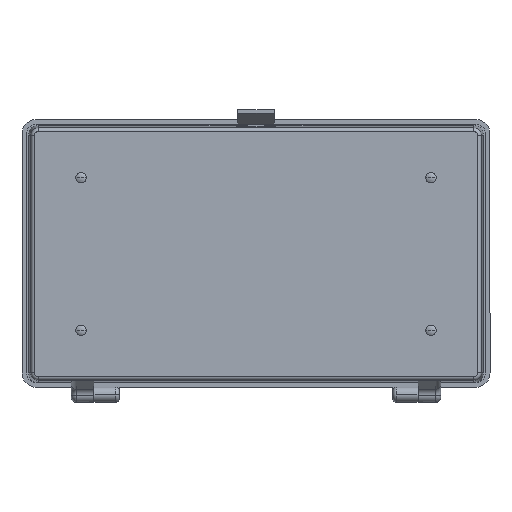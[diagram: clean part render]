
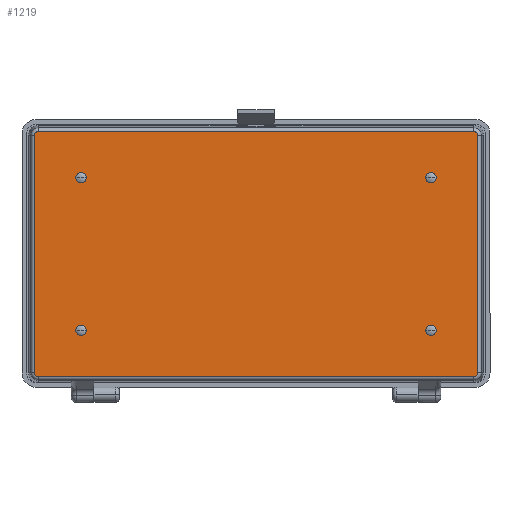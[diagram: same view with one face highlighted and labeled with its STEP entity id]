
A CAD part, front view. The second image highlights one B-rep face of the part: STEP entity #1219.
In plain terms, the highlighted planar face has unit normal (0, -1, 0).
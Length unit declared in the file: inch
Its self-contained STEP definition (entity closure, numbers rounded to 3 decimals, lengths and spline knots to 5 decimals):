
#191 = CARTESIAN_POINT ( 'NONE',  ( 2.43, 0., -1.06 ) ) ;
#192 = DIRECTION ( 'NONE',  ( 0., -1., 0. ) ) ;
#193 = DIRECTION ( 'NONE',  ( 0., 0., -1. ) ) ;
#653 = CARTESIAN_POINT ( 'NONE',  ( 2.43, 0., 1.06 ) ) ;
#654 = DIRECTION ( 'NONE',  ( 0., -1., 0. ) ) ;
#655 = DIRECTION ( 'NONE',  ( 0., 0., -1. ) ) ;
#694 = CARTESIAN_POINT ( 'NONE',  ( -3.025, 0., 1.65 ) ) ;
#695 = DIRECTION ( 'NONE',  ( 0., -1., 0. ) ) ;
#696 = DIRECTION ( 'NONE',  ( 0., 0., -1. ) ) ;
#794 = CARTESIAN_POINT ( 'NONE',  ( 3.025, 0., -1.70172 ) ) ;
#795 = DIRECTION ( 'NONE',  ( 1., 0., 0. ) ) ;
#796 = CARTESIAN_POINT ( 'NONE',  ( -3.025, 0., -1.65 ) ) ;
#797 = DIRECTION ( 'NONE',  ( 0., -1., 0. ) ) ;
#798 = DIRECTION ( 'NONE',  ( 0., 0., -1. ) ) ;
#799 = CARTESIAN_POINT ( 'NONE',  ( -3.07672, 0., -1.65 ) ) ;
#800 = DIRECTION ( 'NONE',  ( 0., 0., -1. ) ) ;
#801 = CARTESIAN_POINT ( 'NONE',  ( 3.025, 0., -1.65 ) ) ;
#802 = DIRECTION ( 'NONE',  ( 0., -1., 0. ) ) ;
#803 = DIRECTION ( 'NONE',  ( 0., 0., -1. ) ) ;
#806 = CARTESIAN_POINT ( 'NONE',  ( -2.43, 0., -1.06 ) ) ;
#807 = DIRECTION ( 'NONE',  ( 0., -1., 0. ) ) ;
#808 = DIRECTION ( 'NONE',  ( 0., 0., -1. ) ) ;
#811 = CARTESIAN_POINT ( 'NONE',  ( -2.43, 0., 1.06 ) ) ;
#812 = DIRECTION ( 'NONE',  ( 0., -1., 0. ) ) ;
#813 = DIRECTION ( 'NONE',  ( 0., 0., -1. ) ) ;
#864 = EDGE_CURVE ( 'NONE', #5464, #5536, #6226, .T. ) ;
#868 = EDGE_CURVE ( 'NONE', #5446, #5442, #6237, .T. ) ;
#870 = EDGE_CURVE ( 'NONE', #5451, #1803, #6271, .T. ) ;
#875 = EDGE_CURVE ( 'NONE', #4318, #1865, #6181, .T. ) ;
#1108 = CARTESIAN_POINT ( 'NONE',  ( -2.43, 0., -1.06 ) ) ;
#1113 = DIRECTION ( 'NONE',  ( 0., 0., -1. ) ) ;
#1114 = DIRECTION ( 'NONE',  ( 0., -1., 0. ) ) ;
#1115 = CARTESIAN_POINT ( 'NONE',  ( 2.43, 0., -1.06 ) ) ;
#1117 = DIRECTION ( 'NONE',  ( 0., -1., 0. ) ) ;
#1137 = DIRECTION ( 'NONE',  ( 0., 0., -1. ) ) ;
#1138 = DIRECTION ( 'NONE',  ( 0., 0., -1. ) ) ;
#1139 = DIRECTION ( 'NONE',  ( 0., -1., 0. ) ) ;
#1140 = CARTESIAN_POINT ( 'NONE',  ( 2.43, 0., 1.06 ) ) ;
#1141 = CARTESIAN_POINT ( 'NONE',  ( -2.43, 0., 1.06 ) ) ;
#1147 = DIRECTION ( 'NONE',  ( 0., 0., -1. ) ) ;
#1148 = DIRECTION ( 'NONE',  ( 0., -1., 0. ) ) ;
#1219 = ADVANCED_FACE ( 'NONE', ( #6096, #6095, #6087, #6102, #6086 ), #1554, .T. ) ;
#1392 = CARTESIAN_POINT ( 'NONE',  ( 2.358, 0., -1.06 ) ) ;
#1406 = CARTESIAN_POINT ( 'NONE',  ( -3.07672, 0., 1.65 ) ) ;
#1415 = CARTESIAN_POINT ( 'NONE',  ( 3.025, 0., -1.70172 ) ) ;
#1425 = CARTESIAN_POINT ( 'NONE',  ( 3.07672, 0., -1.65 ) ) ;
#1432 = CARTESIAN_POINT ( 'NONE',  ( -3.025, 0., 1.70172 ) ) ;
#1436 = CARTESIAN_POINT ( 'NONE',  ( 2.502, 0., -1.06 ) ) ;
#1470 = CARTESIAN_POINT ( 'NONE',  ( 3.025, 0., 1.70172 ) ) ;
#1506 = CARTESIAN_POINT ( 'NONE',  ( 2.502, 0., 1.06 ) ) ;
#1549 = DIRECTION ( 'NONE',  ( 0., 0., -1. ) ) ;
#1552 = CARTESIAN_POINT ( 'NONE',  ( -3.025, 0., -1.65 ) ) ;
#1554 = PLANE ( 'NONE',  #7190 ) ;
#1555 = DIRECTION ( 'NONE',  ( 0., -1., 0. ) ) ;
#1803 = VERTEX_POINT ( 'NONE', #1506 ) ;
#1836 = VERTEX_POINT ( 'NONE', #1470 ) ;
#1865 = VERTEX_POINT ( 'NONE', #1436 ) ;
#1869 = VERTEX_POINT ( 'NONE', #1432 ) ;
#1875 = VERTEX_POINT ( 'NONE', #1425 ) ;
#1885 = VERTEX_POINT ( 'NONE', #1415 ) ;
#2340 = AXIS2_PLACEMENT_3D ( 'NONE', #191, #192, #193 ) ;
#2343 = AXIS2_PLACEMENT_3D ( 'NONE', #653, #654, #655 ) ;
#2354 = AXIS2_PLACEMENT_3D ( 'NONE', #694, #695, #696 ) ;
#2378 = AXIS2_PLACEMENT_3D ( 'NONE', #796, #797, #798 ) ;
#2379 = AXIS2_PLACEMENT_3D ( 'NONE', #801, #802, #803 ) ;
#2380 = AXIS2_PLACEMENT_3D ( 'NONE', #806, #807, #808 ) ;
#2381 = AXIS2_PLACEMENT_3D ( 'NONE', #811, #812, #813 ) ;
#2399 = AXIS2_PLACEMENT_3D ( 'NONE', #5842, #5843, #5844 ) ;
#2896 = CIRCLE ( 'NONE', #2340, 0.072 ) ;
#2915 = CIRCLE ( 'NONE', #2343, 0.072 ) ;
#2936 = CIRCLE ( 'NONE', #2354, 0.05172 ) ;
#2987 = CIRCLE ( 'NONE', #2378, 0.05172 ) ;
#2989 = CIRCLE ( 'NONE', #2379, 0.05172 ) ;
#2991 = LINE ( 'NONE', #794, #2993 ) ;
#2992 = CIRCLE ( 'NONE', #2380, 0.072 ) ;
#2993 = VECTOR ( 'NONE', #795, 39.37008 ) ;
#2994 = LINE ( 'NONE', #799, #2996 ) ;
#2995 = CIRCLE ( 'NONE', #2381, 0.072 ) ;
#2996 = VECTOR ( 'NONE', #800, 39.37008 ) ;
#3093 = LINE ( 'NONE', #5830, #3095 ) ;
#3094 = CIRCLE ( 'NONE', #2399, 0.05172 ) ;
#3095 = VECTOR ( 'NONE', #5831, 39.37008 ) ;
#3096 = LINE ( 'NONE', #5835, #3098 ) ;
#3098 = VECTOR ( 'NONE', #5836, 39.37008 ) ;
#4308 = VERTEX_POINT ( 'NONE', #1406 ) ;
#4318 = VERTEX_POINT ( 'NONE', #1392 ) ;
#5263 = EDGE_CURVE ( 'NONE', #1865, #4318, #2896, .T. ) ;
#5274 = EDGE_CURVE ( 'NONE', #1803, #5451, #2915, .T. ) ;
#5290 = EDGE_CURVE ( 'NONE', #1869, #4308, #2936, .T. ) ;
#5327 = EDGE_CURVE ( 'NONE', #5491, #5523, #2987, .T. ) ;
#5329 = EDGE_CURVE ( 'NONE', #1885, #1875, #2989, .T. ) ;
#5330 = EDGE_CURVE ( 'NONE', #5523, #1885, #2991, .T. ) ;
#5331 = EDGE_CURVE ( 'NONE', #5442, #5446, #2992, .T. ) ;
#5332 = EDGE_CURVE ( 'NONE', #4308, #5491, #2994, .T. ) ;
#5333 = EDGE_CURVE ( 'NONE', #5536, #5464, #2995, .T. ) ;
#5442 = VERTEX_POINT ( 'NONE', #5736 ) ;
#5446 = VERTEX_POINT ( 'NONE', #5740 ) ;
#5451 = VERTEX_POINT ( 'NONE', #5743 ) ;
#5464 = VERTEX_POINT ( 'NONE', #5753 ) ;
#5491 = VERTEX_POINT ( 'NONE', #5768 ) ;
#5518 = VERTEX_POINT ( 'NONE', #5780 ) ;
#5523 = VERTEX_POINT ( 'NONE', #5784 ) ;
#5536 = VERTEX_POINT ( 'NONE', #5791 ) ;
#5608 = AXIS2_PLACEMENT_3D ( 'NONE', #1115, #1114, #1113 ) ;
#5613 = AXIS2_PLACEMENT_3D ( 'NONE', #1140, #1139, #1137 ) ;
#5615 = AXIS2_PLACEMENT_3D ( 'NONE', #1108, #1148, #1147 ) ;
#5618 = AXIS2_PLACEMENT_3D ( 'NONE', #1141, #1117, #1138 ) ;
#5640 = EDGE_CURVE ( 'NONE', #1875, #5518, #3093, .T. ) ;
#5641 = EDGE_CURVE ( 'NONE', #5518, #1836, #3094, .T. ) ;
#5642 = EDGE_CURVE ( 'NONE', #1836, #1869, #3096, .T. ) ;
#5736 = CARTESIAN_POINT ( 'NONE',  ( -2.502, 0., -1.06 ) ) ;
#5740 = CARTESIAN_POINT ( 'NONE',  ( -2.358, 0., -1.06 ) ) ;
#5743 = CARTESIAN_POINT ( 'NONE',  ( 2.358, 0., 1.06 ) ) ;
#5753 = CARTESIAN_POINT ( 'NONE',  ( -2.358, 0., 1.06 ) ) ;
#5768 = CARTESIAN_POINT ( 'NONE',  ( -3.07672, 0., -1.65 ) ) ;
#5780 = CARTESIAN_POINT ( 'NONE',  ( 3.07672, 0., 1.65 ) ) ;
#5784 = CARTESIAN_POINT ( 'NONE',  ( -3.025, 0., -1.70172 ) ) ;
#5791 = CARTESIAN_POINT ( 'NONE',  ( -2.502, 0., 1.06 ) ) ;
#5830 = CARTESIAN_POINT ( 'NONE',  ( 3.07672, 0., 1.65 ) ) ;
#5831 = DIRECTION ( 'NONE',  ( 0., 0., 1. ) ) ;
#5835 = CARTESIAN_POINT ( 'NONE',  ( -3.025, 0., 1.70172 ) ) ;
#5836 = DIRECTION ( 'NONE',  ( -1., 0., 0. ) ) ;
#5842 = CARTESIAN_POINT ( 'NONE',  ( 3.025, 0., 1.65 ) ) ;
#5843 = DIRECTION ( 'NONE',  ( 0., -1., 0. ) ) ;
#5844 = DIRECTION ( 'NONE',  ( 0., 0., -1. ) ) ;
#6086 = FACE_OUTER_BOUND ( 'NONE', #6527, .T. ) ;
#6087 = FACE_BOUND ( 'NONE', #6532, .T. ) ;
#6095 = FACE_BOUND ( 'NONE', #6544, .T. ) ;
#6096 = FACE_BOUND ( 'NONE', #6610, .T. ) ;
#6102 = FACE_BOUND ( 'NONE', #6643, .T. ) ;
#6181 = CIRCLE ( 'NONE', #5608, 0.072 ) ;
#6226 = CIRCLE ( 'NONE', #5618, 0.072 ) ;
#6237 = CIRCLE ( 'NONE', #5615, 0.072 ) ;
#6271 = CIRCLE ( 'NONE', #5613, 0.072 ) ;
#6527 = EDGE_LOOP ( 'NONE', ( #6898, #6893, #6890, #6882, #6881, #6879, #6877, #6876 ) ) ;
#6532 = EDGE_LOOP ( 'NONE', ( #6905, #6904 ) ) ;
#6544 = EDGE_LOOP ( 'NONE', ( #6912, #6911 ) ) ;
#6610 = EDGE_LOOP ( 'NONE', ( #6919, #6918 ) ) ;
#6643 = EDGE_LOOP ( 'NONE', ( #6902, #6901 ) ) ;
#6876 = ORIENTED_EDGE ( 'NONE', *, *, #5642, .T. ) ;
#6877 = ORIENTED_EDGE ( 'NONE', *, *, #5641, .T. ) ;
#6879 = ORIENTED_EDGE ( 'NONE', *, *, #5640, .T. ) ;
#6881 = ORIENTED_EDGE ( 'NONE', *, *, #5329, .T. ) ;
#6882 = ORIENTED_EDGE ( 'NONE', *, *, #5330, .T. ) ;
#6890 = ORIENTED_EDGE ( 'NONE', *, *, #5327, .T. ) ;
#6893 = ORIENTED_EDGE ( 'NONE', *, *, #5332, .T. ) ;
#6898 = ORIENTED_EDGE ( 'NONE', *, *, #5290, .T. ) ;
#6901 = ORIENTED_EDGE ( 'NONE', *, *, #864, .F. ) ;
#6902 = ORIENTED_EDGE ( 'NONE', *, *, #5333, .F. ) ;
#6904 = ORIENTED_EDGE ( 'NONE', *, *, #868, .F. ) ;
#6905 = ORIENTED_EDGE ( 'NONE', *, *, #5331, .F. ) ;
#6911 = ORIENTED_EDGE ( 'NONE', *, *, #870, .F. ) ;
#6912 = ORIENTED_EDGE ( 'NONE', *, *, #5274, .F. ) ;
#6918 = ORIENTED_EDGE ( 'NONE', *, *, #875, .F. ) ;
#6919 = ORIENTED_EDGE ( 'NONE', *, *, #5263, .F. ) ;
#7190 = AXIS2_PLACEMENT_3D ( 'NONE', #1552, #1555, #1549 ) ;
